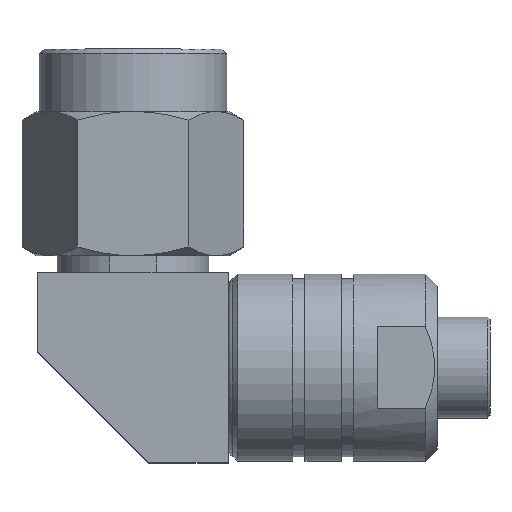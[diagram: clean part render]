
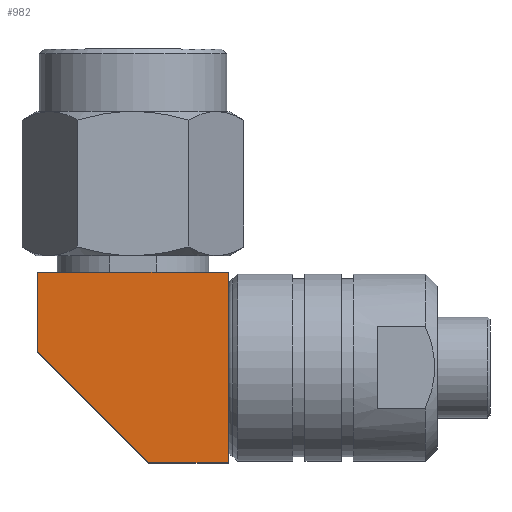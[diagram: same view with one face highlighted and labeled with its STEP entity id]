
A CAD part, top view. The second image highlights one B-rep face of the part: STEP entity #982.
In plain terms, the highlighted planar face has unit normal (0, 0, 1).
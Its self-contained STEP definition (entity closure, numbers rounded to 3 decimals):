
#107 = CARTESIAN_POINT ( 'NONE',  ( -3.96, 0.66, 3.96 ) ) ;
#139 = PLANE ( 'NONE',  #1654 ) ;
#143 = CARTESIAN_POINT ( 'NONE',  ( 3.96, -3.96, 3.96 ) ) ;
#202 = CARTESIAN_POINT ( 'NONE',  ( 3.96, 3.96, 3.96 ) ) ;
#211 = VECTOR ( 'NONE', #2222, 1000. ) ;
#230 = EDGE_CURVE ( 'NONE', #1941, #2006, #2235, .T. ) ;
#298 = VERTEX_POINT ( 'NONE', #143 ) ;
#459 = CARTESIAN_POINT ( 'NONE',  ( 0., 0., 3.96 ) ) ;
#490 = EDGE_CURVE ( 'NONE', #2776, #2006, #2670, .T. ) ;
#511 = CARTESIAN_POINT ( 'NONE',  ( 3.96, 3.96, 3.96 ) ) ;
#521 = CARTESIAN_POINT ( 'NONE',  ( -3.96, 3.96, 3.96 ) ) ;
#531 = EDGE_CURVE ( 'NONE', #920, #2776, #1517, .T. ) ;
#920 = VERTEX_POINT ( 'NONE', #202 ) ;
#963 = CARTESIAN_POINT ( 'NONE',  ( 0.66, -3.96, 3.96 ) ) ;
#982 = ADVANCED_FACE ( 'NONE', ( #3134 ), #139, .T. ) ;
#1021 = EDGE_CURVE ( 'NONE', #1941, #298, #3403, .T. ) ;
#1090 = EDGE_LOOP ( 'NONE', ( #2810, #1997, #2651, #2510, #1254 ) ) ;
#1211 = DIRECTION ( 'NONE',  ( 1., 0., 0. ) ) ;
#1254 = ORIENTED_EDGE ( 'NONE', *, *, #230, .F. ) ;
#1374 = DIRECTION ( 'NONE',  ( -0.707, 0.707, 0. ) ) ;
#1417 = VECTOR ( 'NONE', #1582, 1000. ) ;
#1517 = LINE ( 'NONE', #511, #1417 ) ;
#1534 = DIRECTION ( 'NONE',  ( 0., 0., 1. ) ) ;
#1582 = DIRECTION ( 'NONE',  ( -1., 0., 0. ) ) ;
#1604 = EDGE_CURVE ( 'NONE', #298, #920, #2953, .T. ) ;
#1654 = AXIS2_PLACEMENT_3D ( 'NONE', #459, #1534, #1211 ) ;
#1911 = CARTESIAN_POINT ( 'NONE',  ( 0.66, -3.96, 3.96 ) ) ;
#1941 = VERTEX_POINT ( 'NONE', #1964 ) ;
#1964 = CARTESIAN_POINT ( 'NONE',  ( 0.66, -3.96, 3.96 ) ) ;
#1997 = ORIENTED_EDGE ( 'NONE', *, *, #1604, .T. ) ;
#2006 = VERTEX_POINT ( 'NONE', #107 ) ;
#2035 = DIRECTION ( 'NONE',  ( 1., 0., 0. ) ) ;
#2222 = DIRECTION ( 'NONE',  ( 0., 1., 0. ) ) ;
#2235 = LINE ( 'NONE', #1911, #2409 ) ;
#2409 = VECTOR ( 'NONE', #1374, 1000. ) ;
#2509 = VECTOR ( 'NONE', #2035, 1000. ) ;
#2510 = ORIENTED_EDGE ( 'NONE', *, *, #490, .T. ) ;
#2651 = ORIENTED_EDGE ( 'NONE', *, *, #531, .T. ) ;
#2670 = LINE ( 'NONE', #2701, #3062 ) ;
#2701 = CARTESIAN_POINT ( 'NONE',  ( -3.96, 3.96, 3.96 ) ) ;
#2776 = VERTEX_POINT ( 'NONE', #521 ) ;
#2810 = ORIENTED_EDGE ( 'NONE', *, *, #1021, .T. ) ;
#2871 = DIRECTION ( 'NONE',  ( 0., -1., 0. ) ) ;
#2953 = LINE ( 'NONE', #3498, #211 ) ;
#3062 = VECTOR ( 'NONE', #2871, 1000. ) ;
#3134 = FACE_OUTER_BOUND ( 'NONE', #1090, .T. ) ;
#3403 = LINE ( 'NONE', #963, #2509 ) ;
#3498 = CARTESIAN_POINT ( 'NONE',  ( 3.96, -3.96, 3.96 ) ) ;
